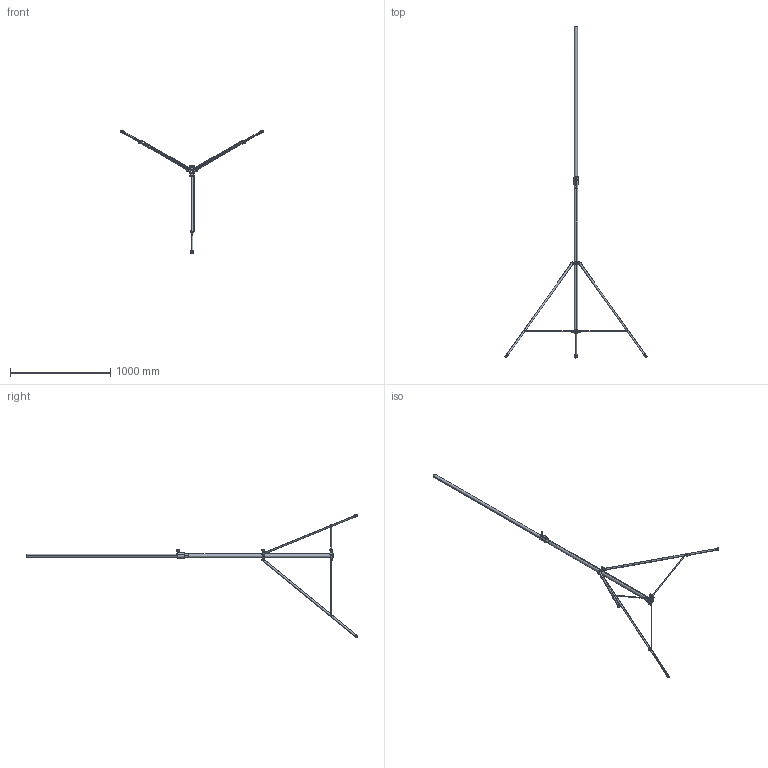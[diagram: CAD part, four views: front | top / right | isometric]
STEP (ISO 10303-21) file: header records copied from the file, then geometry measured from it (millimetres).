
FILE_DESCRIPTION (( 'STEP AP203' ), '1' );
FILE_NAME ('T49300.STEP', '2018-07-30T15:18:52', ( '' ), ( '' ), 'SwSTEP 2.0', 'SolidWorks 2016', '' );
FILE_SCHEMA (( 'CONFIG_CONTROL_DESIGN' ));
Length unit declared in the file: millimetre
Products named in the file (24): TH2031; TH1467_TH1466; Spring Pin Slotted_HD_Doughty Fastners_Spring Pin ISO 8752 - 6 x 45St; TH753_TH753; TH1474_TH1474; TH085; Doughty Knob_S0130; S0102; TH2166; TH2165; TH1480; TH1473_Z030000354; TH1472; G2000 LABEL_T49300 LABEL; S1131; TH2036; TH1475_TH1475; Binx Nut_M8 BZP; T49300; socket set screw flat point_doughty fastners - stainless_BS 4168-2 - M8 x 8-S; S0181; S0180; TH2028_TH2028; S0103
Assembly tree (45 placements, depth 3):
  T49300
    TH1474_TH1474
      TH1473_Z030000354
      Spring Pin Slotted_HD_Doughty Fastners_Spring Pin ISO 8752 - 6 x 45St
    TH2165
      TH2036
    TH2166
      TH2031
    TH753_TH753  x3
    TH1475_TH1475  x3
    TH1480  x2
    S0180  x3
    S0181  x3
    S1131  x3
    TH085
    Doughty Knob_S0130  x3
    TH1472
    TH1467_TH1466
      TH2028_TH2028
    socket set screw flat point_doughty fastners - stainless_BS 4168-2 - M8 x 8-S
    S0102  x3
    S0103  x3
    Binx Nut_M8 BZP  x6
    G2000 LABEL_T49300 LABEL
Bounding box: 1418.69 x 3304.13 x 1232 mm (x, y, z)
Volume: 1110057.5 mm3; surface area: 1221328.5 mm2
Topology: 41 solids, 41 shells, 1579 faces, 3954 edges, 2579 vertices
Faces by surface type: plane 663, cylinder 526, cone 149, torus 144, bspline 67, sphere 30
Entity records: 33279 total; most frequent: CARTESIAN_POINT 9822, ORIENTED_EDGE 4250, DIRECTION 4186, EDGE_CURVE 2125, AXIS2_PLACEMENT_3D 1509, VERTEX_POINT 1391, LINE 1168, VECTOR 1168
